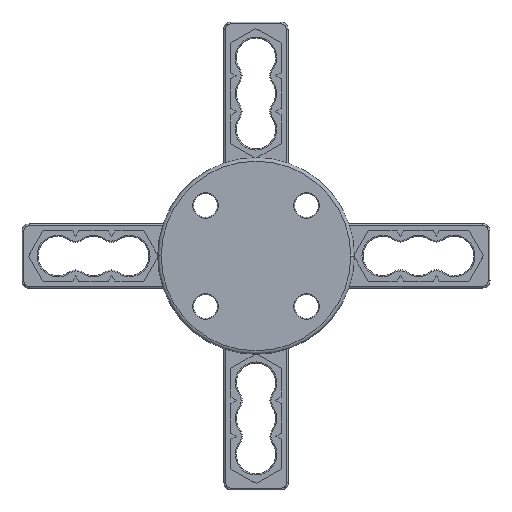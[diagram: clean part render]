
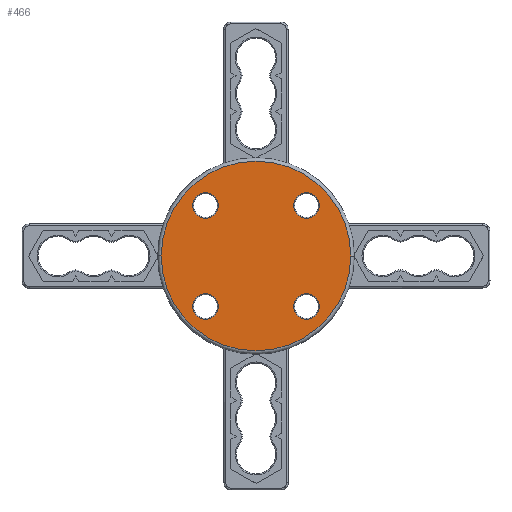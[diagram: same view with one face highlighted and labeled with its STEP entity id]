
A CAD part, front view. The second image highlights one B-rep face of the part: STEP entity #466.
In plain terms, the highlighted planar face has unit normal (0, -1, 0).
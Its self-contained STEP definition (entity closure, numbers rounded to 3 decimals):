
#55 = AXIS2_PLACEMENT_3D ( 'NONE', #4338, #3838, #810 ) ;
#115 = DIRECTION ( 'NONE',  ( 0., 0., -1. ) ) ;
#129 = VERTEX_POINT ( 'NONE', #6611 ) ;
#169 = PLANE ( 'NONE',  #55 ) ;
#345 = CARTESIAN_POINT ( 'NONE',  ( -14.14, 0., -14.14 ) ) ;
#353 = CIRCLE ( 'NONE', #3999, 3.6 ) ;
#381 = CARTESIAN_POINT ( 'NONE',  ( -14.14, 0., 14.14 ) ) ;
#466 = ADVANCED_FACE ( 'NONE', ( #3362, #3086, #5947, #2421, #6246 ), #169, .T. ) ;
#484 = EDGE_CURVE ( 'NONE', #5575, #3280, #2986, .T. ) ;
#490 = ORIENTED_EDGE ( 'NONE', *, *, #4916, .T. ) ;
#511 = CIRCLE ( 'NONE', #2092, 26.5 ) ;
#513 = CARTESIAN_POINT ( 'NONE',  ( -14.14, 0., 14.14 ) ) ;
#810 = DIRECTION ( 'NONE',  ( 0., 0., -1. ) ) ;
#856 = CARTESIAN_POINT ( 'NONE',  ( -26.5, 0., 0. ) ) ;
#882 = AXIS2_PLACEMENT_3D ( 'NONE', #2844, #5974, #2390 ) ;
#897 = CARTESIAN_POINT ( 'NONE',  ( 0., 0., 0. ) ) ;
#928 = CIRCLE ( 'NONE', #882, 3.6 ) ;
#931 = ORIENTED_EDGE ( 'NONE', *, *, #484, .T. ) ;
#1103 = CARTESIAN_POINT ( 'NONE',  ( 14.14, 0., 10.54 ) ) ;
#1144 = DIRECTION ( 'NONE',  ( 0., 1., 0. ) ) ;
#1160 = DIRECTION ( 'NONE',  ( 0., 1., 0. ) ) ;
#1162 = CARTESIAN_POINT ( 'NONE',  ( -14.14, 0., -14.14 ) ) ;
#1173 = AXIS2_PLACEMENT_3D ( 'NONE', #4726, #5255, #5935 ) ;
#1188 = CARTESIAN_POINT ( 'NONE',  ( -10.54, 0., 14.14 ) ) ;
#1269 = DIRECTION ( 'NONE',  ( 0., 1., 0. ) ) ;
#1272 = EDGE_LOOP ( 'NONE', ( #7175, #3045, #4680 ) ) ;
#1276 = EDGE_CURVE ( 'NONE', #6967, #3941, #5195, .T. ) ;
#1381 = EDGE_CURVE ( 'NONE', #5312, #2130, #2504, .T. ) ;
#1773 = DIRECTION ( 'NONE',  ( 0., 0., -1. ) ) ;
#1993 = CIRCLE ( 'NONE', #4039, 3.6 ) ;
#2018 = AXIS2_PLACEMENT_3D ( 'NONE', #6649, #3619, #2375 ) ;
#2092 = AXIS2_PLACEMENT_3D ( 'NONE', #897, #6876, #2139 ) ;
#2095 = ORIENTED_EDGE ( 'NONE', *, *, #2802, .T. ) ;
#2109 = EDGE_CURVE ( 'NONE', #3941, #6586, #5566, .T. ) ;
#2130 = VERTEX_POINT ( 'NONE', #6289 ) ;
#2132 = DIRECTION ( 'NONE',  ( 0., 0., -1. ) ) ;
#2139 = DIRECTION ( 'NONE',  ( 1., 0., 0. ) ) ;
#2154 = CARTESIAN_POINT ( 'NONE',  ( -17.74, 0., -14.14 ) ) ;
#2335 = VERTEX_POINT ( 'NONE', #5411 ) ;
#2375 = DIRECTION ( 'NONE',  ( -1., 0., 0. ) ) ;
#2390 = DIRECTION ( 'NONE',  ( 0., 0., -1. ) ) ;
#2421 = FACE_BOUND ( 'NONE', #6213, .T. ) ;
#2504 = CIRCLE ( 'NONE', #5424, 3.6 ) ;
#2505 = VERTEX_POINT ( 'NONE', #3672 ) ;
#2691 = VERTEX_POINT ( 'NONE', #2154 ) ;
#2783 = ORIENTED_EDGE ( 'NONE', *, *, #7601, .T. ) ;
#2787 = VERTEX_POINT ( 'NONE', #3444 ) ;
#2802 = EDGE_CURVE ( 'NONE', #6586, #6967, #3793, .T. ) ;
#2844 = CARTESIAN_POINT ( 'NONE',  ( 14.14, 0., -14.14 ) ) ;
#2859 = EDGE_LOOP ( 'NONE', ( #4488, #2095, #3922 ) ) ;
#2986 = CIRCLE ( 'NONE', #7431, 3.6 ) ;
#3019 = DIRECTION ( 'NONE',  ( 0., 0., -1. ) ) ;
#3045 = ORIENTED_EDGE ( 'NONE', *, *, #5171, .T. ) ;
#3086 = FACE_BOUND ( 'NONE', #1272, .T. ) ;
#3280 = VERTEX_POINT ( 'NONE', #6960 ) ;
#3289 = DIRECTION ( 'NONE',  ( 0., 1., 0. ) ) ;
#3362 = FACE_BOUND ( 'NONE', #2859, .T. ) ;
#3395 = EDGE_CURVE ( 'NONE', #2335, #2787, #7397, .T. ) ;
#3444 = CARTESIAN_POINT ( 'NONE',  ( -14.14, 0., -17.74 ) ) ;
#3480 = CIRCLE ( 'NONE', #7040, 3.6 ) ;
#3619 = DIRECTION ( 'NONE',  ( 0., -1., 0. ) ) ;
#3647 = DIRECTION ( 'NONE',  ( 0., 1., 0. ) ) ;
#3672 = CARTESIAN_POINT ( 'NONE',  ( 17.74, 0., -14.14 ) ) ;
#3692 = ORIENTED_EDGE ( 'NONE', *, *, #1381, .T. ) ;
#3793 = CIRCLE ( 'NONE', #4666, 3.6 ) ;
#3838 = DIRECTION ( 'NONE',  ( 0., -1., 0. ) ) ;
#3857 = DIRECTION ( 'NONE',  ( 0., 0., -1. ) ) ;
#3922 = ORIENTED_EDGE ( 'NONE', *, *, #1276, .T. ) ;
#3941 = VERTEX_POINT ( 'NONE', #1188 ) ;
#3999 = AXIS2_PLACEMENT_3D ( 'NONE', #1162, #5304, #5881 ) ;
#4021 = EDGE_CURVE ( 'NONE', #2130, #129, #1993, .T. ) ;
#4039 = AXIS2_PLACEMENT_3D ( 'NONE', #4203, #1269, #6082 ) ;
#4104 = CARTESIAN_POINT ( 'NONE',  ( 14.14, 0., 14.14 ) ) ;
#4130 = CARTESIAN_POINT ( 'NONE',  ( 14.14, 0., -14.14 ) ) ;
#4203 = CARTESIAN_POINT ( 'NONE',  ( 14.14, 0., 14.14 ) ) ;
#4228 = CARTESIAN_POINT ( 'NONE',  ( 26.5, 0., 0. ) ) ;
#4269 = ORIENTED_EDGE ( 'NONE', *, *, #5718, .T. ) ;
#4335 = ORIENTED_EDGE ( 'NONE', *, *, #5827, .T. ) ;
#4338 = CARTESIAN_POINT ( 'NONE',  ( -26.5, 0., 0. ) ) ;
#4473 = DIRECTION ( 'NONE',  ( 0., 1., 0. ) ) ;
#4488 = ORIENTED_EDGE ( 'NONE', *, *, #2109, .T. ) ;
#4491 = AXIS2_PLACEMENT_3D ( 'NONE', #345, #3289, #3857 ) ;
#4666 = AXIS2_PLACEMENT_3D ( 'NONE', #513, #4735, #1773 ) ;
#4680 = ORIENTED_EDGE ( 'NONE', *, *, #4751, .T. ) ;
#4726 = CARTESIAN_POINT ( 'NONE',  ( -14.14, 0., -14.14 ) ) ;
#4735 = DIRECTION ( 'NONE',  ( 0., 1., 0. ) ) ;
#4751 = EDGE_CURVE ( 'NONE', #2691, #2335, #353, .T. ) ;
#4916 = EDGE_CURVE ( 'NONE', #2505, #5575, #5985, .T. ) ;
#4937 = EDGE_CURVE ( 'NONE', #5103, #6692, #5525, .T. ) ;
#5043 = AXIS2_PLACEMENT_3D ( 'NONE', #7239, #3647, #115 ) ;
#5103 = VERTEX_POINT ( 'NONE', #856 ) ;
#5171 = EDGE_CURVE ( 'NONE', #2787, #2691, #6365, .T. ) ;
#5195 = CIRCLE ( 'NONE', #5967, 3.6 ) ;
#5255 = DIRECTION ( 'NONE',  ( 0., 1., 0. ) ) ;
#5304 = DIRECTION ( 'NONE',  ( 0., 1., 0. ) ) ;
#5312 = VERTEX_POINT ( 'NONE', #1103 ) ;
#5411 = CARTESIAN_POINT ( 'NONE',  ( -10.54, 0., -14.14 ) ) ;
#5424 = AXIS2_PLACEMENT_3D ( 'NONE', #4104, #1160, #7029 ) ;
#5459 = EDGE_LOOP ( 'NONE', ( #490, #931, #2783 ) ) ;
#5525 = CIRCLE ( 'NONE', #2018, 26.5 ) ;
#5529 = CARTESIAN_POINT ( 'NONE',  ( 14.14, 0., 14.14 ) ) ;
#5566 = CIRCLE ( 'NONE', #7710, 3.6 ) ;
#5575 = VERTEX_POINT ( 'NONE', #6693 ) ;
#5718 = EDGE_CURVE ( 'NONE', #129, #5312, #3480, .T. ) ;
#5827 = EDGE_CURVE ( 'NONE', #6692, #5103, #511, .T. ) ;
#5829 = ORIENTED_EDGE ( 'NONE', *, *, #4937, .T. ) ;
#5855 = DIRECTION ( 'NONE',  ( 0., 0., -1. ) ) ;
#5881 = DIRECTION ( 'NONE',  ( 0., 0., -1. ) ) ;
#5930 = CARTESIAN_POINT ( 'NONE',  ( -17.74, 0., 14.14 ) ) ;
#5935 = DIRECTION ( 'NONE',  ( 0., 0., -1. ) ) ;
#5947 = FACE_BOUND ( 'NONE', #5459, .T. ) ;
#5967 = AXIS2_PLACEMENT_3D ( 'NONE', #6409, #7049, #5855 ) ;
#5974 = DIRECTION ( 'NONE',  ( 0., 1., 0. ) ) ;
#5985 = CIRCLE ( 'NONE', #5043, 3.6 ) ;
#6082 = DIRECTION ( 'NONE',  ( 0., 0., -1. ) ) ;
#6126 = DIRECTION ( 'NONE',  ( 0., 1., 0. ) ) ;
#6129 = ORIENTED_EDGE ( 'NONE', *, *, #4021, .T. ) ;
#6213 = EDGE_LOOP ( 'NONE', ( #4269, #3692, #6129 ) ) ;
#6246 = FACE_OUTER_BOUND ( 'NONE', #6795, .T. ) ;
#6289 = CARTESIAN_POINT ( 'NONE',  ( 10.54, 0., 14.14 ) ) ;
#6365 = CIRCLE ( 'NONE', #4491, 3.6 ) ;
#6409 = CARTESIAN_POINT ( 'NONE',  ( -14.14, 0., 14.14 ) ) ;
#6586 = VERTEX_POINT ( 'NONE', #6648 ) ;
#6611 = CARTESIAN_POINT ( 'NONE',  ( 17.74, 0., 14.14 ) ) ;
#6648 = CARTESIAN_POINT ( 'NONE',  ( -14.14, 0., 10.54 ) ) ;
#6649 = CARTESIAN_POINT ( 'NONE',  ( 0., 0., 0. ) ) ;
#6692 = VERTEX_POINT ( 'NONE', #4228 ) ;
#6693 = CARTESIAN_POINT ( 'NONE',  ( 14.14, 0., -17.74 ) ) ;
#6752 = DIRECTION ( 'NONE',  ( 0., 0., -1. ) ) ;
#6795 = EDGE_LOOP ( 'NONE', ( #4335, #5829 ) ) ;
#6876 = DIRECTION ( 'NONE',  ( 0., -1., 0. ) ) ;
#6960 = CARTESIAN_POINT ( 'NONE',  ( 10.54, 0., -14.14 ) ) ;
#6967 = VERTEX_POINT ( 'NONE', #5930 ) ;
#7029 = DIRECTION ( 'NONE',  ( 0., 0., -1. ) ) ;
#7040 = AXIS2_PLACEMENT_3D ( 'NONE', #5529, #6126, #6752 ) ;
#7049 = DIRECTION ( 'NONE',  ( 0., 1., 0. ) ) ;
#7175 = ORIENTED_EDGE ( 'NONE', *, *, #3395, .T. ) ;
#7239 = CARTESIAN_POINT ( 'NONE',  ( 14.14, 0., -14.14 ) ) ;
#7397 = CIRCLE ( 'NONE', #1173, 3.6 ) ;
#7431 = AXIS2_PLACEMENT_3D ( 'NONE', #4130, #1144, #3019 ) ;
#7601 = EDGE_CURVE ( 'NONE', #3280, #2505, #928, .T. ) ;
#7710 = AXIS2_PLACEMENT_3D ( 'NONE', #381, #4473, #2132 ) ;
